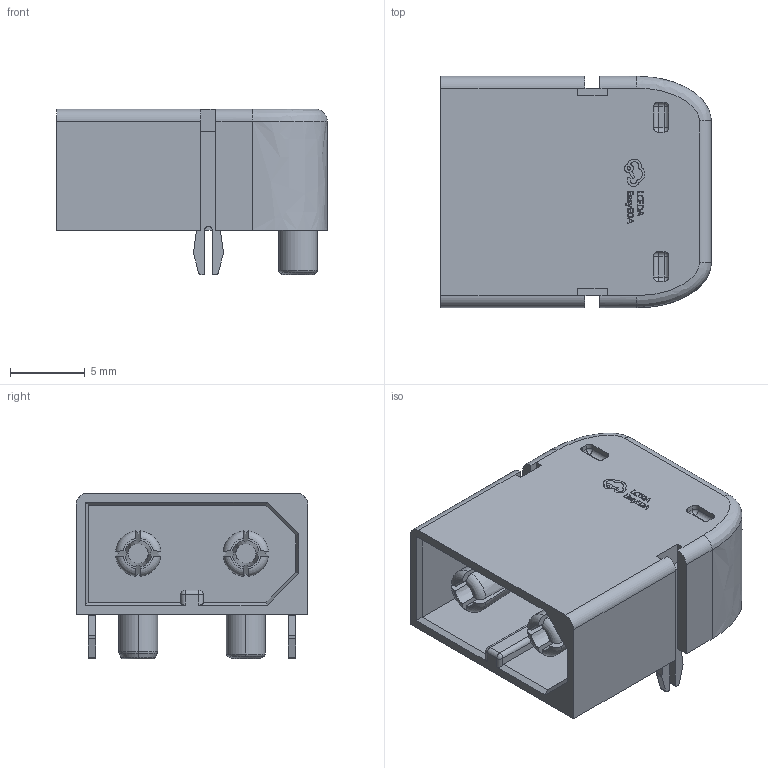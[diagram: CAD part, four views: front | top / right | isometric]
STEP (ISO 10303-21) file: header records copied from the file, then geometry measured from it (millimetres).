
FILE_DESCRIPTION(('FreeCAD Model'),'2;1');
FILE_NAME('Open CASCADE Shape Model','2023-08-01T12:16:57',(''),(''), 'Open CASCADE STEP processor 7.6','FreeCAD','Unknown');
FILE_SCHEMA(('AUTOMOTIVE_DESIGN { 1 0 10303 214 1 1 1 1 }'));
Length unit declared in the file: millimetre
Products named in the file (3): CN1; CONN-TH_XT60PW-M; SOLID
Assembly tree (2 placements, depth 3):
  CN1
    CONN-TH_XT60PW-M
      SOLID
Bounding box: 18.1 x 15.5 x 11.1 mm (x, y, z)
Volume: 1594.4 mm3; surface area: 1738.4 mm2
Topology: 1 solids, 1 shells, 498 faces, 1307 edges, 834 vertices
Faces by surface type: plane 295, bspline 116, cylinder 49, torus 16, cone 12, sphere 10
Entity records: 39647 total; most frequent: CARTESIAN_POINT 11748, DIRECTION 3882, LINE 2769, VECTOR 2769, ORIENTED_EDGE 2594, PCURVE 2594, DEFINITIONAL_REPRESENTATION 2594, EDGE_CURVE 1297
